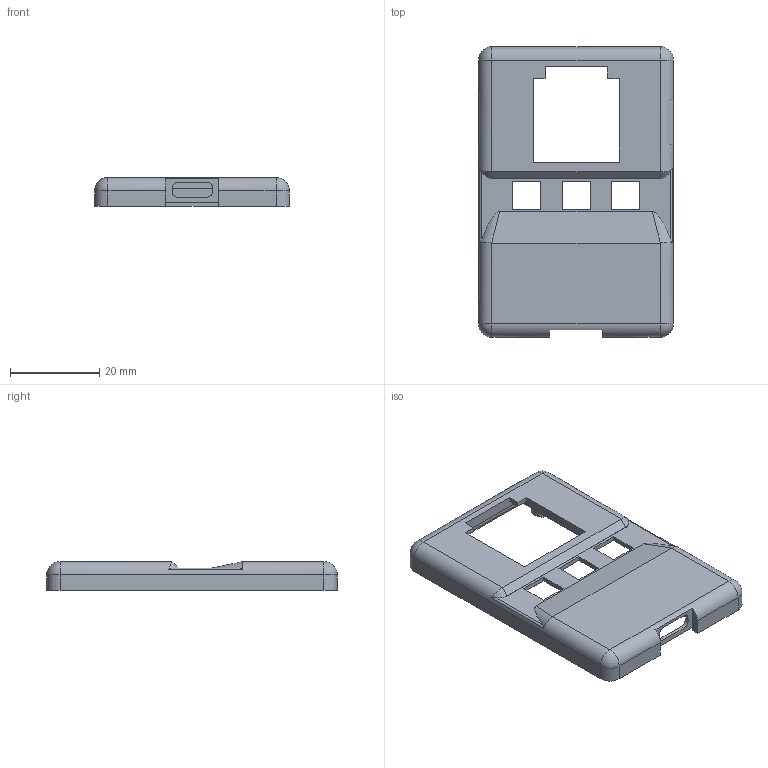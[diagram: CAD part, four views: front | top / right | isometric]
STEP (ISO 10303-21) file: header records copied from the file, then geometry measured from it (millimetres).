
FILE_DESCRIPTION(/* description */ (''),/* implementation_level */ '2;1');
FILE_NAME(/* name */ '67002-02.stp',/* time_stamp */ '2024-12-31T14:37:27+08:00',/* author */ (''),/* organization */ (''),/* preprocessor_version */ 'ST-DEVELOPER v16',/* originating_system */ 'SIEMENS PLM Software NX 10.0',/* authorisation */ '');
FILE_SCHEMA (('AP203_CONFIGURATION_CONTROLLED_3D_DESIGN_OF_MECHANICAL_PARTS_AND_ASSEMBLIES_MIM_LF { 1 0 10303 403 2 1 2}'));
Length unit declared in the file: millimetre
Products named in the file (1): Admi22C05EE853z7
Bounding box: 43.75 x 65.25 x 6.5 mm (x, y, z)
Volume: 6190.5 mm3; surface area: 7273.8 mm2
Topology: 1 solids, 3 shells, 196 faces, 547 edges, 354 vertices
Faces by surface type: plane 135, cylinder 53, sphere 8
Full cylindrical faces by diameter (mm): 2.904 x6
Entity records: 6365 total; most frequent: CARTESIAN_POINT 1217, ORIENTED_EDGE 1066, DIRECTION 1020, EDGE_CURVE 533, LINE 404, VECTOR 404, VERTEX_POINT 354, AXIS2_PLACEMENT_3D 308
